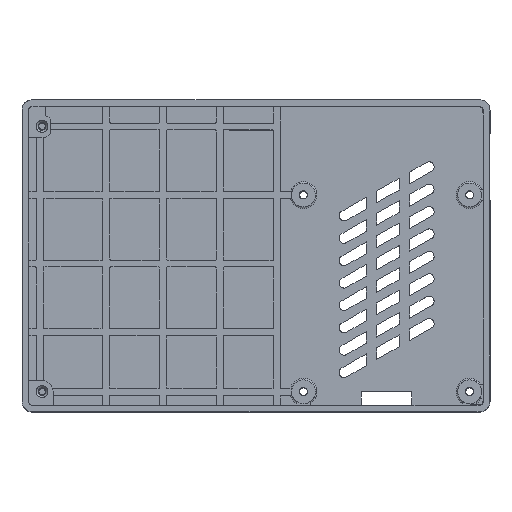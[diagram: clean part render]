
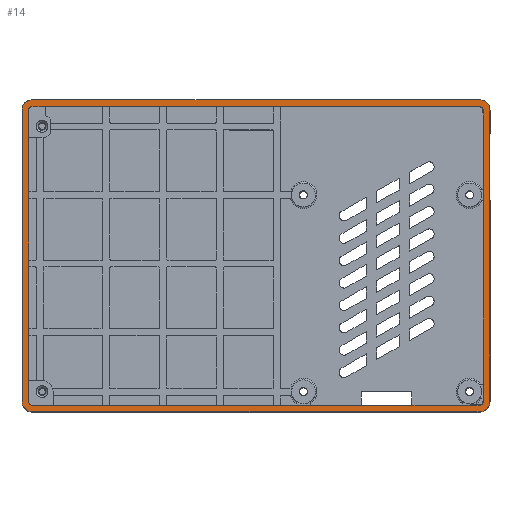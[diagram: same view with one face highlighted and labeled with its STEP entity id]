
A CAD part, top view. The second image highlights one B-rep face of the part: STEP entity #14.
In plain terms, the highlighted planar face has unit normal (0, 0, 1).
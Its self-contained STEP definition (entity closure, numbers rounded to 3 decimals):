
#14=ADVANCED_FACE('',(#542,#441),#7321,.T.);
#441=FACE_BOUND('',#970,.T.);
#542=FACE_OUTER_BOUND('',#969,.T.);
#969=EDGE_LOOP('',(#1497));
#970=EDGE_LOOP('',(#1498));
#1497=ORIENTED_EDGE('',*,*,#3853,.T.);
#1498=ORIENTED_EDGE('',*,*,#3854,.F.);
#3853=EDGE_CURVE('',#6209,#6209,#5531,.T.);
#3854=EDGE_CURVE('',#6210,#6210,#5532,.T.);
#5531=(
BOUNDED_CURVE()
B_SPLINE_CURVE(2,(#15491,#15492,#15493,#15494,#15495,#15496,#15497,#15498,
#15499,#15500,#15501,#15502,#15503,#15504,#15505,#15506,#15507),
 .UNSPECIFIED.,.T.,.F.)
B_SPLINE_CURVE_WITH_KNOTS((3,2,2,2,2,2,2,2,3),(0.,4.712,136.712,
141.425,227.425,232.137,364.137,368.85,
454.85),.UNSPECIFIED.)
CURVE()
GEOMETRIC_REPRESENTATION_ITEM()
RATIONAL_B_SPLINE_CURVE((1.,0.707,1.,1.,1.,0.707,
1.,1.,1.,0.707,1.,1.,1.,0.707,1.,1.,1.))
REPRESENTATION_ITEM('')
);
#5532=(
BOUNDED_CURVE()
B_SPLINE_CURVE(2,(#15508,#15509,#15510,#15511,#15512,#15513,#15514,#15515,
#15516,#15517,#15518,#15519,#15520,#15521,#15522,#15523,#15524),
 .UNSPECIFIED.,.T.,.F.)
B_SPLINE_CURVE_WITH_KNOTS((3,2,2,2,2,2,2,2,3),(0.,4.712,136.712,
141.425,227.425,232.137,364.137,368.85,
454.85),.UNSPECIFIED.)
CURVE()
GEOMETRIC_REPRESENTATION_ITEM()
RATIONAL_B_SPLINE_CURVE((1.,0.707,1.,1.,1.,0.707,
1.,1.,1.,0.707,1.,1.,1.,0.707,1.,1.,1.))
REPRESENTATION_ITEM('')
);
#6209=VERTEX_POINT('',#14711);
#6210=VERTEX_POINT('',#14712);
#7321=PLANE('',#7662);
#7662=AXIS2_PLACEMENT_3D('',#14019,#7988,$);
#7988=DIRECTION('',(0.,0.,1.));
#14019=CARTESIAN_POINT('',(-70.38,-46.92,26.9));
#14711=CARTESIAN_POINT('',(-69.,-43.,26.9));
#14712=CARTESIAN_POINT('',(-67.,-43.,26.9));
#15491=CARTESIAN_POINT('',(-69.,-43.,26.9));
#15492=CARTESIAN_POINT('',(-69.,-46.,26.9));
#15493=CARTESIAN_POINT('',(-66.,-46.,26.9));
#15494=CARTESIAN_POINT('',(0.,-46.,26.9));
#15495=CARTESIAN_POINT('',(66.,-46.,26.9));
#15496=CARTESIAN_POINT('',(69.,-46.,26.9));
#15497=CARTESIAN_POINT('',(69.,-43.,26.9));
#15498=CARTESIAN_POINT('',(69.,0.,26.9));
#15499=CARTESIAN_POINT('',(69.,43.,26.9));
#15500=CARTESIAN_POINT('',(69.,46.,26.9));
#15501=CARTESIAN_POINT('',(66.,46.,26.9));
#15502=CARTESIAN_POINT('',(0.,46.,26.9));
#15503=CARTESIAN_POINT('',(-66.,46.,26.9));
#15504=CARTESIAN_POINT('',(-69.,46.,26.9));
#15505=CARTESIAN_POINT('',(-69.,43.,26.9));
#15506=CARTESIAN_POINT('',(-69.,0.,26.9));
#15507=CARTESIAN_POINT('',(-69.,-43.,26.9));
#15508=CARTESIAN_POINT('',(-67.,-43.,26.9));
#15509=CARTESIAN_POINT('',(-67.,-44.,26.9));
#15510=CARTESIAN_POINT('',(-66.,-44.,26.9));
#15511=CARTESIAN_POINT('',(0.,-44.,26.9));
#15512=CARTESIAN_POINT('',(66.,-44.,26.9));
#15513=CARTESIAN_POINT('',(67.,-44.,26.9));
#15514=CARTESIAN_POINT('',(67.,-43.,26.9));
#15515=CARTESIAN_POINT('',(67.,0.,26.9));
#15516=CARTESIAN_POINT('',(67.,43.,26.9));
#15517=CARTESIAN_POINT('',(67.,44.,26.9));
#15518=CARTESIAN_POINT('',(66.,44.,26.9));
#15519=CARTESIAN_POINT('',(0.,44.,26.9));
#15520=CARTESIAN_POINT('',(-66.,44.,26.9));
#15521=CARTESIAN_POINT('',(-67.,44.,26.9));
#15522=CARTESIAN_POINT('',(-67.,43.,26.9));
#15523=CARTESIAN_POINT('',(-67.,0.,26.9));
#15524=CARTESIAN_POINT('',(-67.,-43.,26.9));
